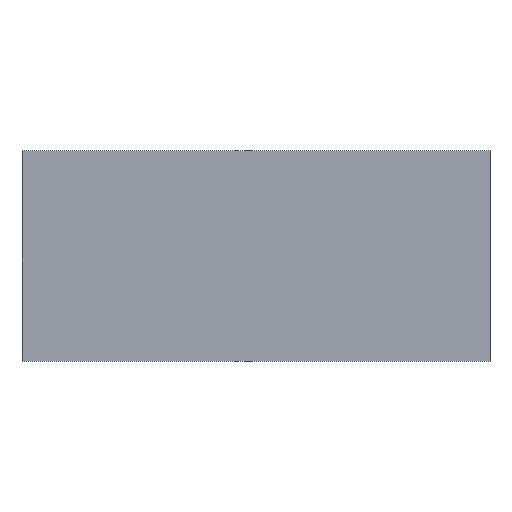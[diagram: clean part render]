
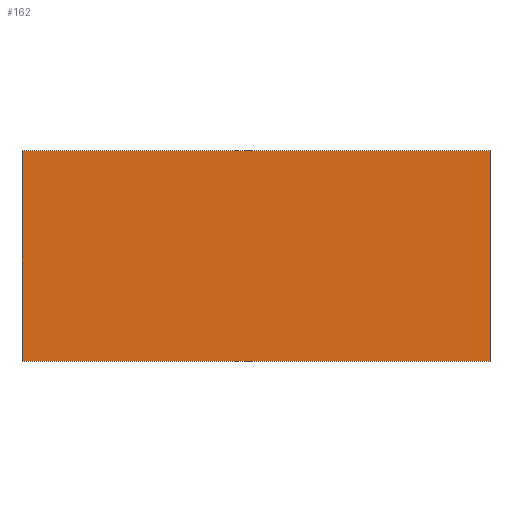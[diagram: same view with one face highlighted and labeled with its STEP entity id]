
A CAD part, top view. The second image highlights one B-rep face of the part: STEP entity #162.
In plain terms, the highlighted planar face has unit normal (0, 0, 1).
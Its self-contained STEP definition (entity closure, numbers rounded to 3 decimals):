
#32=CARTESIAN_POINT('',(-10.,4.5,0.5));
#33=VERTEX_POINT('',#32);
#34=CARTESIAN_POINT('',(10.,4.5,0.5));
#35=VERTEX_POINT('',#34);
#36=CARTESIAN_POINT('',(-190.,4.5,0.5));
#37=DIRECTION('',(1.,0.,-0.));
#38=VECTOR('',#37,200.);
#39=LINE('',#36,#38);
#40=EDGE_CURVE('',#33,#35,#39,.T.);
#72=CARTESIAN_POINT('',(10.,-4.5,0.5));
#73=VERTEX_POINT('',#72);
#74=CARTESIAN_POINT('',(10.,85.5,0.5));
#75=DIRECTION('',(0.,-1.,0.));
#76=VECTOR('',#75,90.);
#77=LINE('',#74,#76);
#78=EDGE_CURVE('',#35,#73,#77,.T.);
#103=CARTESIAN_POINT('',(-10.,-4.5,0.5));
#104=VERTEX_POINT('',#103);
#105=CARTESIAN_POINT('',(190.,-4.5,0.5));
#106=DIRECTION('',(-1.,-0.,0.));
#107=VECTOR('',#106,200.);
#108=LINE('',#105,#107);
#109=EDGE_CURVE('',#73,#104,#108,.T.);
#134=CARTESIAN_POINT('',(-10.,-85.5,0.5));
#135=DIRECTION('',(0.,1.,0.));
#136=VECTOR('',#135,90.);
#137=LINE('',#134,#136);
#138=EDGE_CURVE('',#104,#33,#137,.T.);
#151=CARTESIAN_POINT('',(-0.,0.,0.5));
#152=DIRECTION('',(0.,0.,1.));
#153=DIRECTION('',(1.,0.,0.));
#154=AXIS2_PLACEMENT_3D('',#151,#152,#153);
#155=PLANE('',#154);
#156=ORIENTED_EDGE('',*,*,#40,.F.);
#157=ORIENTED_EDGE('',*,*,#138,.F.);
#158=ORIENTED_EDGE('',*,*,#109,.F.);
#159=ORIENTED_EDGE('',*,*,#78,.F.);
#160=EDGE_LOOP('',(#156,#157,#158,#159));
#161=FACE_BOUND('',#160,.T.);
#162=ADVANCED_FACE('',(#161),#155,.T.);
